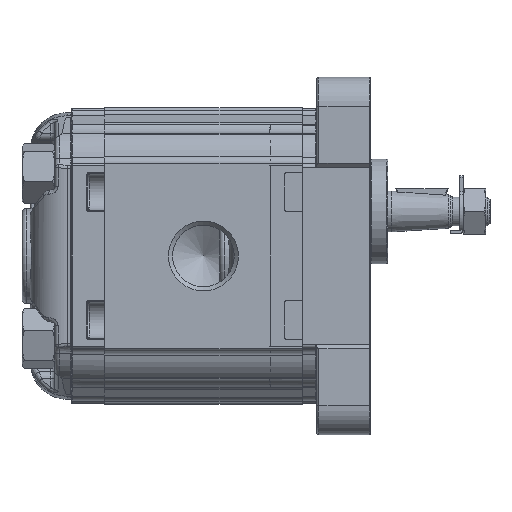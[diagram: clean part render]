
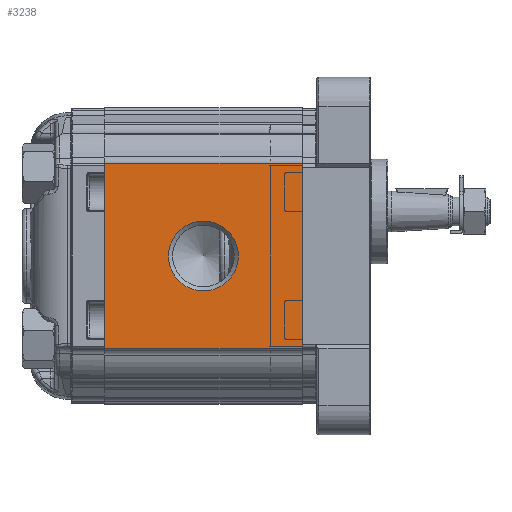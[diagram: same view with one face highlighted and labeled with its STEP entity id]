
A CAD part, left-side view. The second image highlights one B-rep face of the part: STEP entity #3238.
In plain terms, the highlighted planar face has unit normal (-1, 0, 0).
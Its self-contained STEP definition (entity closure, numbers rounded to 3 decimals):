
#3238 = ADVANCED_FACE( '', ( #7252, #7253 ), #7254, .T. );
#7252 = FACE_BOUND( '', #13492, .T. );
#7253 = FACE_OUTER_BOUND( '', #13493, .T. );
#7254 = PLANE( '', #13494 );
#13492 = EDGE_LOOP( '', ( #24444 ) );
#13493 = EDGE_LOOP( '', ( #24445, #24446, #24447, #24448 ) );
#13494 = AXIS2_PLACEMENT_3D( '', #24449, #24450, #24451 );
#24444 = ORIENTED_EDGE( '', *, *, #30114, .F. );
#24445 = ORIENTED_EDGE( '', *, *, #31960, .T. );
#24446 = ORIENTED_EDGE( '', *, *, #33219, .T. );
#24447 = ORIENTED_EDGE( '', *, *, #33396, .T. );
#24448 = ORIENTED_EDGE( '', *, *, #29906, .F. );
#24449 = CARTESIAN_POINT( '', ( -33., 127.15, 48.138 ) );
#24450 = DIRECTION( '', ( -1., 0., 0. ) );
#24451 = DIRECTION( '', ( 0., 0., 1. ) );
#29906 = EDGE_CURVE( '', #35181, #35183, #35184, .T. );
#30114 = EDGE_CURVE( '', #35558, #35558, #35559, .F. );
#31960 = EDGE_CURVE( '', #35181, #38534, #38535, .T. );
#33219 = EDGE_CURVE( '', #38534, #40229, #40231, .T. );
#33396 = EDGE_CURVE( '', #40229, #35183, #40435, .F. );
#35181 = VERTEX_POINT( '', #43007 );
#35183 = VERTEX_POINT( '', #43009 );
#35184 = LINE( '', #43010, #43011 );
#35558 = VERTEX_POINT( '', #43866 );
#35559 = CIRCLE( '', #43867, 8.475 );
#38534 = VERTEX_POINT( '', #50014 );
#38535 = LINE( '', #50015, #50016 );
#40229 = VERTEX_POINT( '', #53602 );
#40231 = LINE( '', #53604, #53605 );
#40435 = LINE( '', #53954, #53955 );
#43007 = CARTESIAN_POINT( '', ( -33., 48., -22.5 ) );
#43009 = CARTESIAN_POINT( '', ( -33., 48., 22.5 ) );
#43010 = CARTESIAN_POINT( '', ( -33., 48., -21.711 ) );
#43011 = VECTOR( '', #57171, 1000. );
#43866 = CARTESIAN_POINT( '', ( -33., 24., -8.475 ) );
#43867 = AXIS2_PLACEMENT_3D( '', #57448, #57449, #57450 );
#50014 = CARTESIAN_POINT( '', ( -33., 0., -22.5 ) );
#50015 = CARTESIAN_POINT( '', ( -33., 48., -22.5 ) );
#50016 = VECTOR( '', #59810, 1000. );
#53602 = CARTESIAN_POINT( '', ( -33., 0., 22.5 ) );
#53604 = CARTESIAN_POINT( '', ( -33., 0., -21.711 ) );
#53605 = VECTOR( '', #61362, 1000. );
#53954 = CARTESIAN_POINT( '', ( -33., 48., 22.5 ) );
#53955 = VECTOR( '', #61536, 1000. );
#57171 = DIRECTION( '', ( 0., 0., 1. ) );
#57448 = CARTESIAN_POINT( '', ( -33., 24., 0. ) );
#57449 = DIRECTION( '', ( 1., 0., 0. ) );
#57450 = DIRECTION( '', ( 0., 0., -1. ) );
#59810 = DIRECTION( '', ( 0., -1., 0. ) );
#61362 = DIRECTION( '', ( 0., 0., 1. ) );
#61536 = DIRECTION( '', ( 0., -1., 0. ) );
